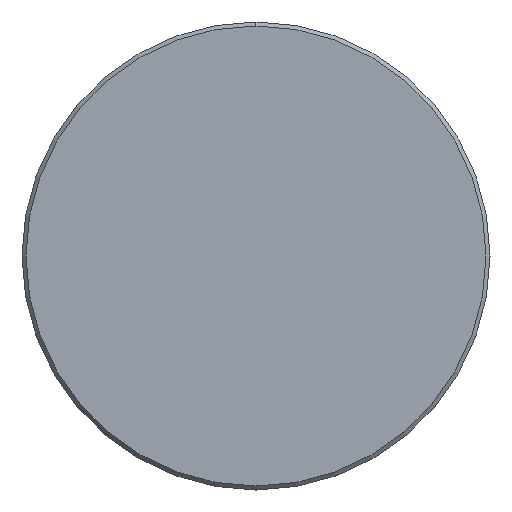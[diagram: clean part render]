
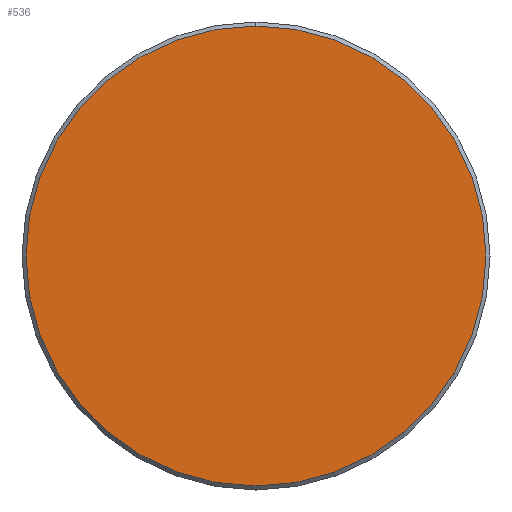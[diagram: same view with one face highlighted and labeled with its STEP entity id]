
A CAD part, left-side view. The second image highlights one B-rep face of the part: STEP entity #536.
In plain terms, the highlighted planar face has unit normal (-1, 0, 0).
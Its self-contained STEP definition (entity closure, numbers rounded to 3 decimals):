
#8 = DIRECTION ( 'NONE',  ( 1., 0., 0. ) ) ;
#43 = ORIENTED_EDGE ( 'NONE', *, *, #339, .T. ) ;
#99 = CARTESIAN_POINT ( 'NONE',  ( 0., 0., 0. ) ) ;
#119 = DIRECTION ( 'NONE',  ( 0., 0., -1. ) ) ;
#127 = VERTEX_POINT ( 'NONE', #234 ) ;
#234 = CARTESIAN_POINT ( 'NONE',  ( 0., 0., -17.2 ) ) ;
#267 = CARTESIAN_POINT ( 'NONE',  ( 0., 0., 17.2 ) ) ;
#333 = VERTEX_POINT ( 'NONE', #267 ) ;
#339 = EDGE_CURVE ( 'NONE', #127, #333, #481, .T. ) ;
#345 = AXIS2_PLACEMENT_3D ( 'NONE', #595, #8, #119 ) ;
#357 = EDGE_CURVE ( 'NONE', #333, #127, #625, .T. ) ;
#365 = FACE_OUTER_BOUND ( 'NONE', #491, .T. ) ;
#369 = DIRECTION ( 'NONE',  ( -1., 0., 0. ) ) ;
#419 = DIRECTION ( 'NONE',  ( 0., 0., 1. ) ) ;
#446 = ORIENTED_EDGE ( 'NONE', *, *, #357, .T. ) ;
#469 = DIRECTION ( 'NONE',  ( -1., 0., 0. ) ) ;
#481 = CIRCLE ( 'NONE', #633, 17.2 ) ;
#491 = EDGE_LOOP ( 'NONE', ( #43, #446 ) ) ;
#536 = ADVANCED_FACE ( 'NONE', ( #365 ), #545, .F. ) ;
#545 = PLANE ( 'NONE',  #345 ) ;
#595 = CARTESIAN_POINT ( 'NONE',  ( 0., 0., 0. ) ) ;
#625 = CIRCLE ( 'NONE', #671, 17.2 ) ;
#633 = AXIS2_PLACEMENT_3D ( 'NONE', #99, #469, #670 ) ;
#670 = DIRECTION ( 'NONE',  ( 0., 0., 1. ) ) ;
#671 = AXIS2_PLACEMENT_3D ( 'NONE', #681, #369, #419 ) ;
#681 = CARTESIAN_POINT ( 'NONE',  ( 0., 0., 0. ) ) ;
